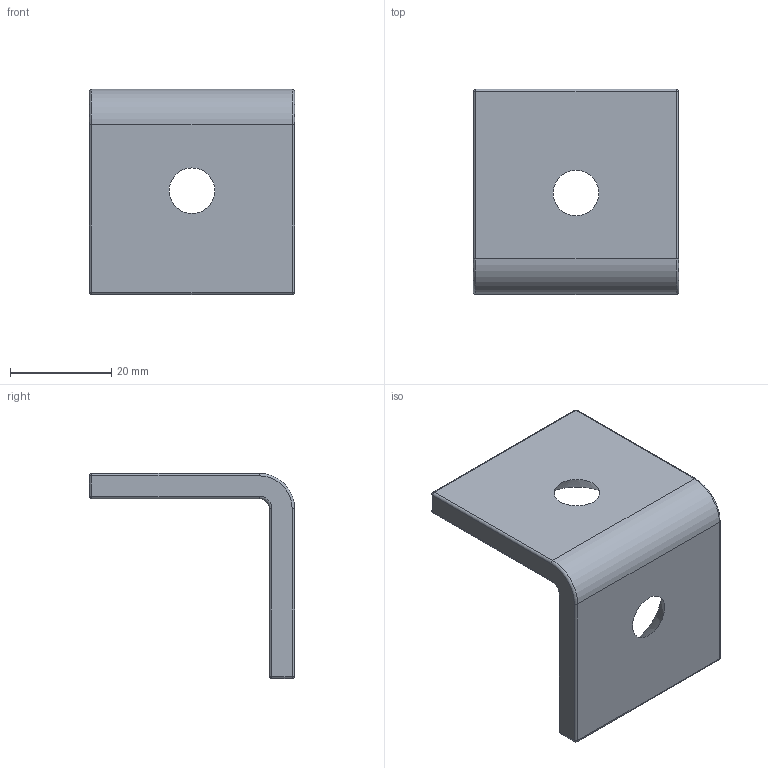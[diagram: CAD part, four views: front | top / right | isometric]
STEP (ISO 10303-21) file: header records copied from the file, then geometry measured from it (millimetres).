
FILE_DESCRIPTION (( 'STEP AP203' ), '1' );
FILE_NAME ('A389 Óãëîâîé ñîåäèíèòåëü ñòàëüíîé 40õ40.STEP', '2020-07-30T12:25:42', ( 'Ïîëüçîâàòåëü Windows' ), ( '' ), 'SwSTEP 2.0', 'SolidWorks 2020', '' );
FILE_SCHEMA (( 'CONFIG_CONTROL_DESIGN' ));
Length unit declared in the file: millimetre
Products named in the file (1): A389 Óãëîâîé ñîåäèíèòåëü ñòàëüíîé 40õ40
Bounding box: 40.5 x 40.5 x 40.5 mm (x, y, z)
Volume: 13489 mm3; surface area: 6976.7 mm2
Topology: 1 solids, 1 shells, 42 faces, 96 edges, 48 vertices
Faces by surface type: cylinder 18, plane 8, sphere 8, cone 4, torus 4
Entity records: 1189 total; most frequent: DIRECTION 222, CARTESIAN_POINT 179, ORIENTED_EDGE 176, AXIS2_PLACEMENT_3D 91, EDGE_CURVE 88, VERTEX_POINT 48, CIRCLE 48, EDGE_LOOP 46
